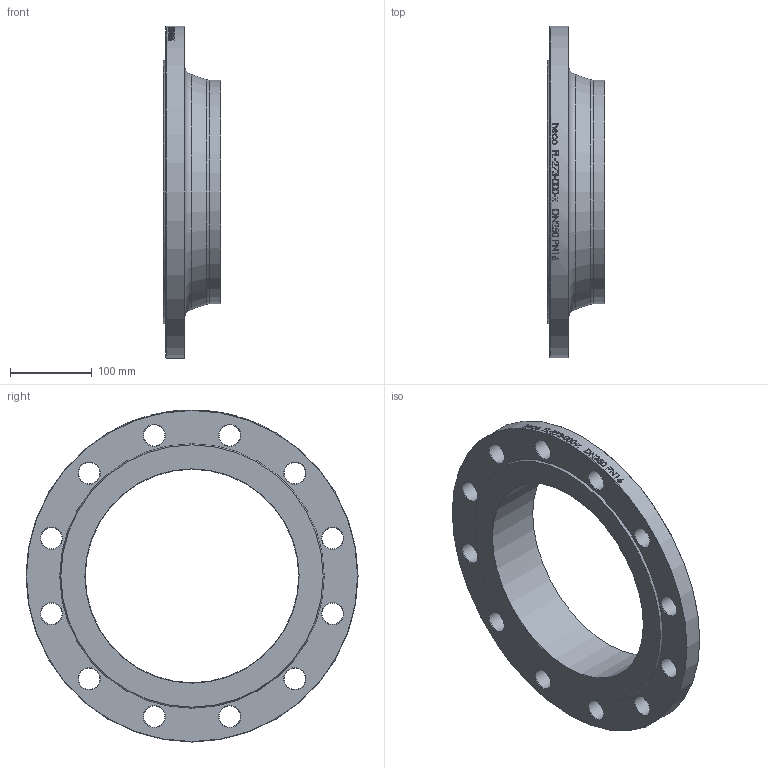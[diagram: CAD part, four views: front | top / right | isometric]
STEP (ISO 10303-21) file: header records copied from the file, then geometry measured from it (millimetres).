
FILE_DESCRIPTION (( 'STEP AP214' ), '1' );
FILE_NAME ('FL-273-000-x Vorschweissflansch DN250 PN16 iso DIN2633 2009.STEP', '2020-09-18T11:32:51', ( '' ), ( '' ), 'SwSTEP 2.0', 'SolidWorks 2019', '' );
FILE_SCHEMA (( 'AUTOMOTIVE_DESIGN' ));
Length unit declared in the file: millimetre
Products named in the file (1): FL-273-000-x Vorschweissflansch DN250 PN16 iso DIN2633 2009
Bounding box: 70 x 405 x 405 mm (x, y, z)
Volume: 2033029.2 mm3; surface area: 277285.9 mm2
Topology: 1 solids, 1 shells, 84 faces, 375 edges, 328 vertices
Faces by surface type: cylinder 49, cone 29, plane 4, torus 2
Full cylindrical faces by diameter (mm): 26 x12, 260.4 x1, 273 x1, 405 x1
Entity records: 9579 total; most frequent: CARTESIAN_POINT 6470, ORIENTED_EDGE 624, DIRECTION 443, EDGE_CURVE 312, VERTEX_POINT 312, AXIS2_PLACEMENT_3D 202, EDGE_LOOP 192, B_SPLINE_CURVE_WITH_KNOTS 156
